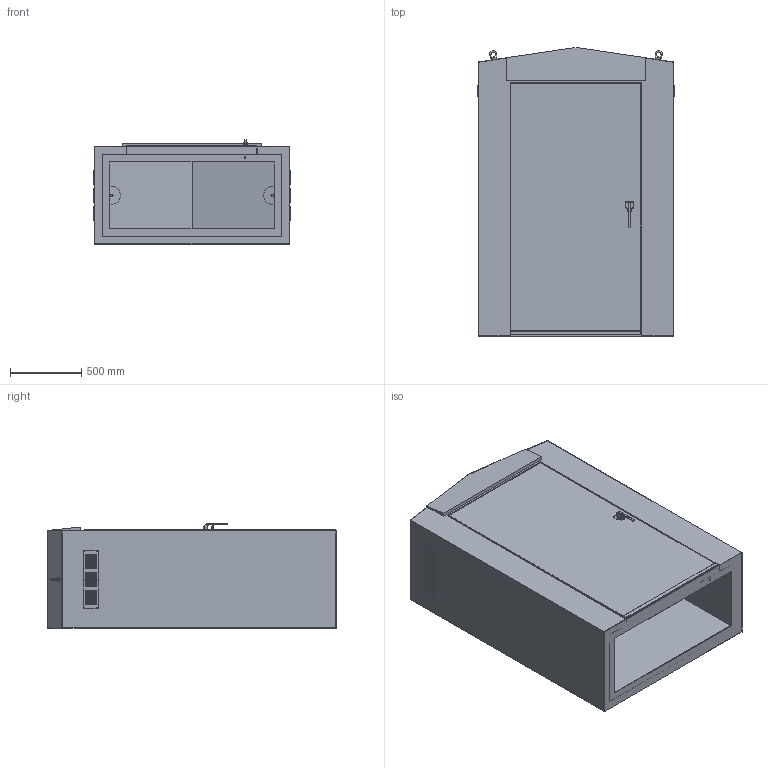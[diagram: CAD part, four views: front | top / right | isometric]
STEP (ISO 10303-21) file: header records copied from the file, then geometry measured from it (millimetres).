
FILE_DESCRIPTION (( 'STEP AP203' ), '1' );
FILE_NAME ('VPC - 54 x 27 x 78H Bldg Rendered version.STEP', '2021-11-01T16:53:38', ( '' ), ( '' ), 'SwSTEP 2.0', 'SolidWorks 2021', '' );
FILE_SCHEMA (( 'CONFIG_CONTROL_DESIGN' ));
Length unit declared in the file: inch
Products named in the file (24): VPC - insulation layer; 52728 custom Padlockable Handle Assem; rod guides 3 pt latch; Rev C - 5 INCH EYE NUT WASHER_.5; Copy of 48 inch 3 point latch rod^VPC - 54 x 27 x 78H Bldg Rendered version; door assy Assem1; door insulation; 16 x 4 inch louver; hex bolt_ai_HBOLT 0.5000-13x3.25x1.25-N; Rev C - Half inch - 13 eye nut 3061T180_3061T18; Padlockable handle plate; inner door skin; Rev C - 6ft piano with holes; outer door skin; Rev C - movable 6ft right flange hinge 6ft long 1605A360_TYPE 316 SS PIANO HINGE WITH HOLES-; Rev C - movable 6ft left flange hinge 6ft long 1605A360_TYPE 316 SS PIANO HINGE WITH HOLES-; Hood; Rev C - movable 6ft pin 6ft long 1605A360_TYPE 316 SS PIANO HINGE WITH HOLES-; Copy of 52728 - 54 x 27 x 72 outer skin^VPC - 54 x 27 x 78H Bldg Rendered version; VPC - 54 x 27 x 78H Bldg Rendered version; Padlockable handle; Copy of 3 pt latch mechanism left hand ^VPC - 54 x 27 x 78H Bldg Rendered version; Copy of door sweep^VPC - 54 x 27 x 78H Bldg Rendered version; 52728 - inner skin
Assembly tree (29 placements, depth 3):
  VPC - 54 x 27 x 78H Bldg Rendered version
    Copy of 52728 - 54 x 27 x 72 outer skin^VPC - 54 x 27 x 78H Bldg Rendered version
    VPC - insulation layer
    Copy of door sweep^VPC - 54 x 27 x 78H Bldg Rendered version
    Rev C - 6ft piano with holes
      Rev C - movable 6ft left flange hinge 6ft long 1605A360_TYPE 316 SS PIANO HINGE WITH HOLES-
      Rev C - movable 6ft right flange hinge 6ft long 1605A360_TYPE 316 SS PIANO HINGE WITH HOLES-
      Rev C - movable 6ft pin 6ft long 1605A360_TYPE 316 SS PIANO HINGE WITH HOLES-
    Rev C - 5 INCH EYE NUT WASHER_.5  x2
    hex bolt_ai_HBOLT 0.5000-13x3.25x1.25-N  x2
    Rev C - Half inch - 13 eye nut 3061T180_3061T18  x2
    52728 custom Padlockable Handle Assem
      Padlockable handle plate
      Padlockable handle
    Copy of 48 inch 3 point latch rod^VPC - 54 x 27 x 78H Bldg Rendered version  x2
    rod guides 3 pt latch  x2
    Copy of 3 pt latch mechanism left hand ^VPC - 54 x 27 x 78H Bldg Rendered version
    Hood
    52728 - inner skin
    door assy Assem1
      outer door skin
      door insulation
      inner door skin
    16 x 4 inch louver  x2
Bounding box: 1384.87 x 2032 x 733.4 mm (x, y, z)
Volume: 475897112.7 mm3; surface area: 52787369.2 mm2
Topology: 27 solids, 31 shells, 3099 faces, 8703 edges, 5650 vertices
Faces by surface type: cylinder 1288, plane 895, torus 270, bspline 244, sphere 232, cone 170
Entity records: 91913 total; most frequent: CARTESIAN_POINT 21791, DIRECTION 14771, ORIENTED_EDGE 14164, EDGE_CURVE 7096, AXIS2_PLACEMENT_3D 5591, VERTEX_POINT 4645, VECTOR 3589, LINE 3589
